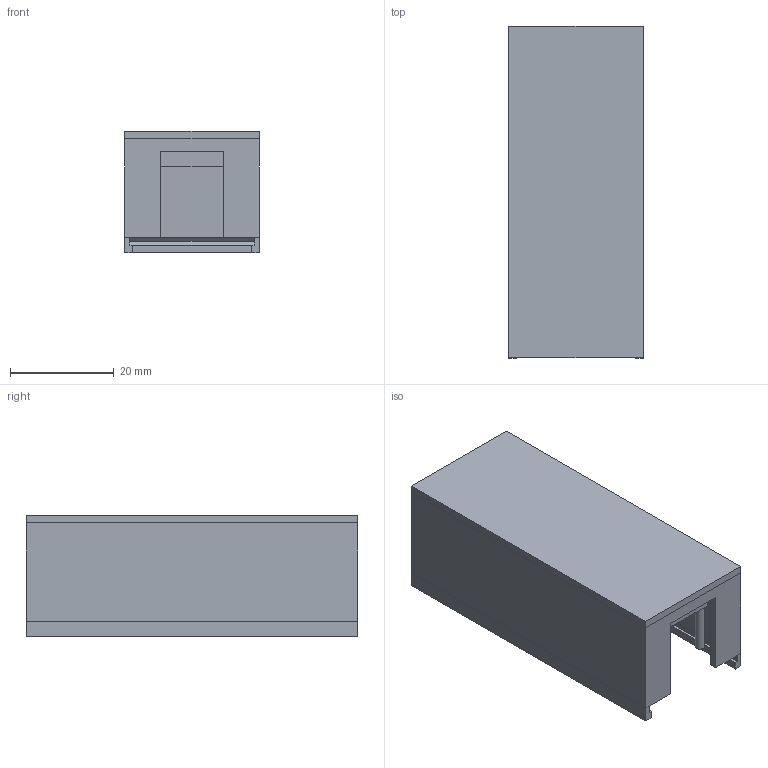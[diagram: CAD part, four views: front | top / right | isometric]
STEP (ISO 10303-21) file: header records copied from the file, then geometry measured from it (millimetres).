
FILE_DESCRIPTION(('FreeCAD Model'),'2;1');
FILE_NAME('Open CASCADE Shape Model','2023-07-30T18:56:11',('Author'),( ''),'Open CASCADE STEP processor 7.5','FreeCAD','Unknown');
FILE_SCHEMA(('AUTOMOTIVE_DESIGN { 1 0 10303 214 1 1 1 1 }'));
Length unit declared in the file: millimetre
Products named in the file (1): CaseBottom
Bounding box: 26 x 64 x 23.5 mm (x, y, z)
Volume: 8232.3 mm3; surface area: 11452.9 mm2
Topology: 1 solids, 1 shells, 47 faces, 109 edges, 68 vertices
Faces by surface type: plane 44, cylinder 3
Full cylindrical faces by diameter (mm): 1.8 x3
Entity records: 2736 total; most frequent: CARTESIAN_POINT 443, DIRECTION 429, LINE 315, VECTOR 315, ORIENTED_EDGE 218, PCURVE 218, DEFINITIONAL_REPRESENTATION 218, EDGE_CURVE 109
